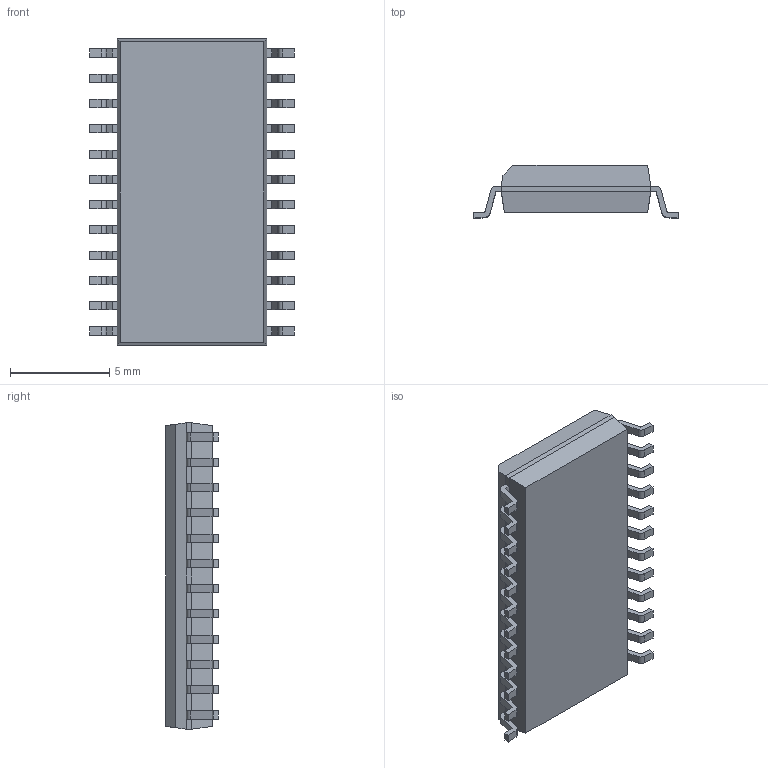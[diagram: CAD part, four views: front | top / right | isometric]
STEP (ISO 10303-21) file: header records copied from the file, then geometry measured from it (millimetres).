
FILE_DESCRIPTION (( 'STEP AP214' ), '1' );
FILE_NAME ('DW24.STEP', '2020-08-27T20:26:25', ( '' ), ( '' ), 'SwSTEP 2.0', 'SolidWorks 2017', '' );
FILE_SCHEMA (( 'AUTOMOTIVE_DESIGN' ));
Length unit declared in the file: millimetre
Products named in the file (1): DW24
Bounding box: 10.3 x 2.65 x 15.4 mm (x, y, z)
Volume: 268.9 mm3; surface area: 401.9 mm2
Topology: 25 solids, 25 shells, 351 faces, 895 edges, 594 vertices
Faces by surface type: plane 255, cylinder 96
Entity records: 10807 total; most frequent: CARTESIAN_POINT 1841, DIRECTION 1791, ORIENTED_EDGE 1790, EDGE_CURVE 895, LINE 703, VECTOR 703, VERTEX_POINT 594, AXIS2_PLACEMENT_3D 544
